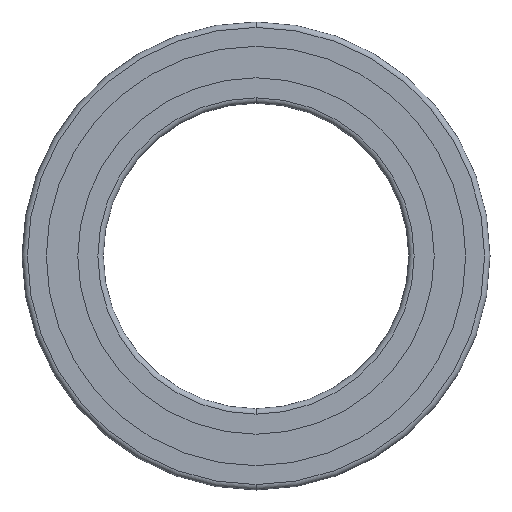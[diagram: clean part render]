
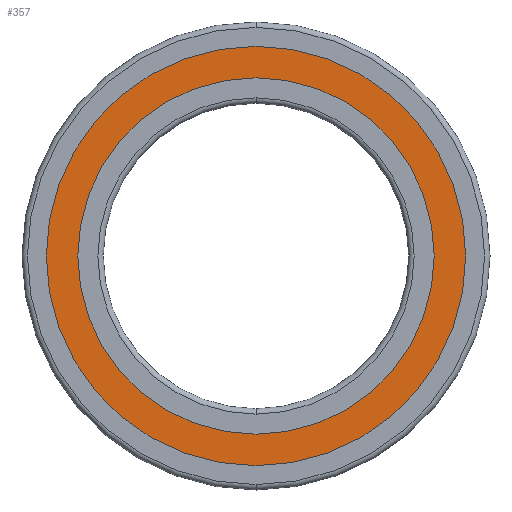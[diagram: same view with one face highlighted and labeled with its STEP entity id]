
A CAD part, front view. The second image highlights one B-rep face of the part: STEP entity #357.
In plain terms, the highlighted planar face has unit normal (0, -1, 0).
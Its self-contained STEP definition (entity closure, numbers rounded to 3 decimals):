
#357=ADVANCED_FACE('',(#677,#678),#679,.F.);
#677=FACE_OUTER_BOUND('',#1004,.T.);
#678=FACE_BOUND('',#1005,.T.);
#679=PLANE('',#1006);
#1004=EDGE_LOOP('',(#2167,#2168));
#1005=EDGE_LOOP('',(#2169,#2170));
#1006=AXIS2_PLACEMENT_3D('',#2171,#2172,#2173);
#2167=ORIENTED_EDGE('',*,*,#2557,.F.);
#2168=ORIENTED_EDGE('',*,*,#2558,.F.);
#2169=ORIENTED_EDGE('',*,*,#2559,.F.);
#2170=ORIENTED_EDGE('',*,*,#2560,.F.);
#2171=CARTESIAN_POINT('',(0.0,-2.3,0.0));
#2172=DIRECTION('',(0.0,1.0,0.0));
#2173=DIRECTION('',(-1.0,0.0,0.0));
#2557=EDGE_CURVE('',#3157,#3158,#3159,.T.);
#2558=EDGE_CURVE('',#3158,#3157,#3160,.T.);
#2559=EDGE_CURVE('',#3161,#3162,#3163,.T.);
#2560=EDGE_CURVE('',#3162,#3161,#3164,.T.);
#3157=VERTEX_POINT('',#5441);
#3158=VERTEX_POINT('',#5442);
#3159=CIRCLE('',#5443,12.05);
#3160=CIRCLE('',#5444,12.05);
#3161=VERTEX_POINT('',#5445);
#3162=VERTEX_POINT('',#5446);
#3163=CIRCLE('',#5447,9.9);
#3164=CIRCLE('',#5448,9.9);
#5441=CARTESIAN_POINT('',(-12.05,-2.3,0.0));
#5442=CARTESIAN_POINT('',(12.05,-2.3,0.0));
#5443=AXIS2_PLACEMENT_3D('',#6165,#6166,#6167);
#5444=AXIS2_PLACEMENT_3D('',#6168,#6169,#6170);
#5445=CARTESIAN_POINT('',(-9.9,-2.3,0.0));
#5446=CARTESIAN_POINT('',(9.9,-2.3,0.0));
#5447=AXIS2_PLACEMENT_3D('',#6171,#6172,#6173);
#5448=AXIS2_PLACEMENT_3D('',#6174,#6175,#6176);
#6165=CARTESIAN_POINT('',(0.0,-2.3,0.0));
#6166=DIRECTION('',(0.0,1.0,0.0));
#6167=DIRECTION('',(-1.0,0.0,0.0));
#6168=CARTESIAN_POINT('',(0.0,-2.3,0.0));
#6169=DIRECTION('',(-0.0,1.0,0.0));
#6170=DIRECTION('',(1.0,0.0,0.0));
#6171=CARTESIAN_POINT('',(0.0,-2.3,0.0));
#6172=DIRECTION('',(0.0,-1.0,0.0));
#6173=DIRECTION('',(-1.0,0.0,0.0));
#6174=CARTESIAN_POINT('',(0.0,-2.3,0.0));
#6175=DIRECTION('',(0.0,-1.0,0.0));
#6176=DIRECTION('',(1.0,0.0,0.0));
